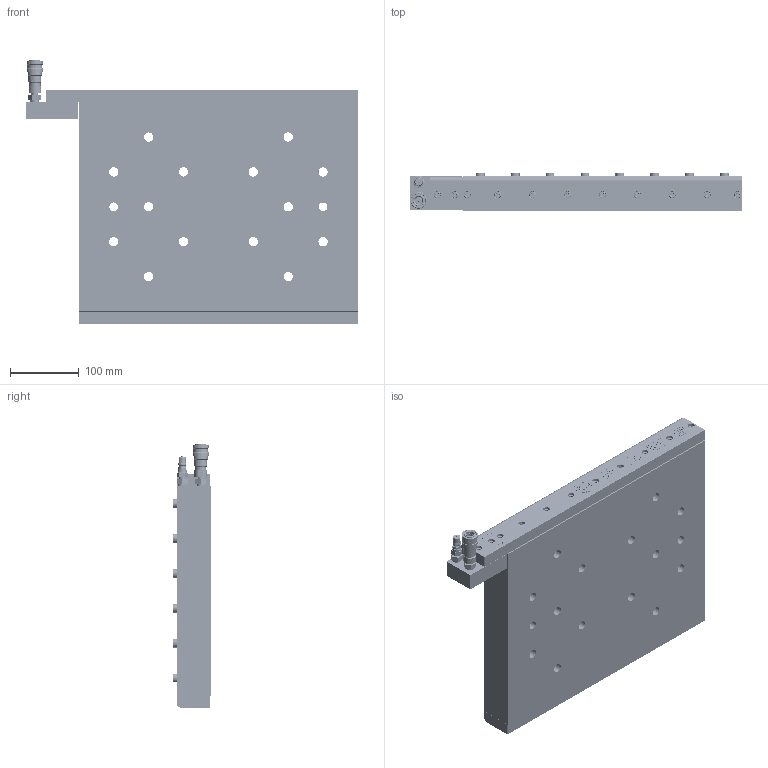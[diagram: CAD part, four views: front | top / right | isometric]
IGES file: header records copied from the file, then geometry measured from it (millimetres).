
Start section: SolidWorks IGES file using analytic representation for surfaces
Global section: file name: 3080-48CP.IGS; native system: SolidWorks 2013; preprocessor: SolidWorks 2013; author: mikel; date: 150717.100827; units: inch
Bounding box: 483.24 x 55.12 x 383.58 mm (x, y, z)
Surface area: 545126.8 mm2 (no closed solid volume)
Topology: 0 solids, 0 shells, 3260 faces, 41473 edges, 41407 vertices
Faces by surface type: bspline 1753, revolution 1507
